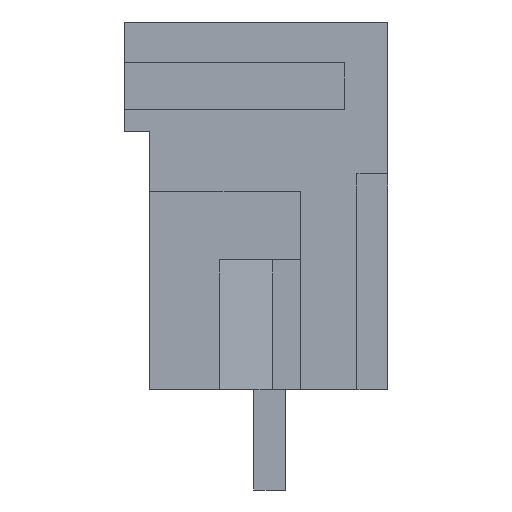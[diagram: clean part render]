
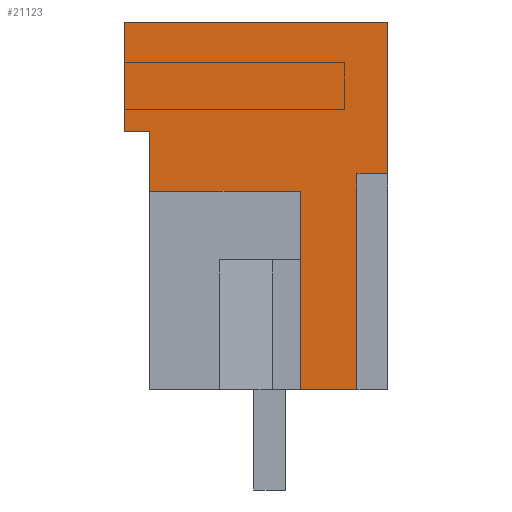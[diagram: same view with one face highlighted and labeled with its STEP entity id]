
A CAD part, left-side view. The second image highlights one B-rep face of the part: STEP entity #21123.
In plain terms, the highlighted planar face has unit normal (-1, 0, 0).
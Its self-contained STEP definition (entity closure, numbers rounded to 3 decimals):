
#21099=AXIS2_PLACEMENT_3D('Plane Axis2P3D',#21096,#21097,#21098) ;
#555=CARTESIAN_POINT('Vertex',(0.,8.405,14.95)) ;
#558=CARTESIAN_POINT('Line Origine',(0.,4.203,14.95)) ;
#562=CARTESIAN_POINT('Vertex',(0.,0.,14.95)) ;
#4992=CARTESIAN_POINT('Vertex',(0.,8.405,11.45)) ;
#4995=CARTESIAN_POINT('Line Origine',(0.,8.405,13.2)) ;
#20098=CARTESIAN_POINT('Vertex',(0.,2.785,9.55)) ;
#20103=CARTESIAN_POINT('Line Origine',(0.,5.193,9.55)) ;
#20107=CARTESIAN_POINT('Vertex',(0.,7.6,9.55)) ;
#20182=CARTESIAN_POINT('Vertex',(0.,2.785,3.2)) ;
#20185=CARTESIAN_POINT('Line Origine',(0.,2.785,6.375)) ;
#20217=CARTESIAN_POINT('Vertex',(0.,0.,10.096)) ;
#20222=CARTESIAN_POINT('Line Origine',(0.,0.489,10.096)) ;
#20226=CARTESIAN_POINT('Vertex',(0.,0.978,10.096)) ;
#20295=CARTESIAN_POINT('Vertex',(0.,0.978,3.2)) ;
#20298=CARTESIAN_POINT('Line Origine',(0.,1.881,3.2)) ;
#20693=CARTESIAN_POINT('Line Origine',(0.,7.6,10.5)) ;
#20697=CARTESIAN_POINT('Vertex',(0.,7.6,11.45)) ;
#21020=CARTESIAN_POINT('Line Origine',(0.,8.003,11.45)) ;
#21096=CARTESIAN_POINT('Axis2P3D Location',(0.,8.405,0.)) ;
#21101=CARTESIAN_POINT('Line Origine',(0.,0.978,6.648)) ;
#21106=CARTESIAN_POINT('Line Origine',(0.,0.,12.523)) ;
#559=DIRECTION('Vector Direction',(0.,1.,0.)) ;
#4996=DIRECTION('Vector Direction',(0.,0.,-1.)) ;
#20104=DIRECTION('Vector Direction',(0.,-1.,0.)) ;
#20186=DIRECTION('Vector Direction',(0.,0.,-1.)) ;
#20223=DIRECTION('Vector Direction',(0.,1.,0.)) ;
#20299=DIRECTION('Vector Direction',(0.,1.,0.)) ;
#20694=DIRECTION('Vector Direction',(0.,0.,-1.)) ;
#21021=DIRECTION('Vector Direction',(0.,1.,0.)) ;
#21097=DIRECTION('Axis2P3D Direction',(-1.,0.,0.)) ;
#21098=DIRECTION('Axis2P3D XDirection',(0.,-1.,0.)) ;
#21102=DIRECTION('Vector Direction',(0.,0.,-1.)) ;
#21107=DIRECTION('Vector Direction',(0.,0.,1.)) ;
#560=VECTOR('Line Direction',#559,1.) ;
#4997=VECTOR('Line Direction',#4996,1.) ;
#20105=VECTOR('Line Direction',#20104,1.) ;
#20187=VECTOR('Line Direction',#20186,1.) ;
#20224=VECTOR('Line Direction',#20223,1.) ;
#20300=VECTOR('Line Direction',#20299,1.) ;
#20695=VECTOR('Line Direction',#20694,1.) ;
#21022=VECTOR('Line Direction',#21021,1.) ;
#21103=VECTOR('Line Direction',#21102,1.) ;
#21108=VECTOR('Line Direction',#21107,1.) ;
#21112=ORIENTED_EDGE('',*,*,#20302,.T.) ;
#21113=ORIENTED_EDGE('',*,*,#21105,.F.) ;
#21114=ORIENTED_EDGE('',*,*,#20228,.F.) ;
#21115=ORIENTED_EDGE('',*,*,#21110,.T.) ;
#21116=ORIENTED_EDGE('',*,*,#564,.T.) ;
#21117=ORIENTED_EDGE('',*,*,#4999,.T.) ;
#21118=ORIENTED_EDGE('',*,*,#21024,.T.) ;
#21119=ORIENTED_EDGE('',*,*,#20699,.T.) ;
#21120=ORIENTED_EDGE('',*,*,#20109,.F.) ;
#21121=ORIENTED_EDGE('',*,*,#20189,.F.) ;
#21123=ADVANCED_FACE('HOUSING',(#21122),#21100,.T.) ;
#564=EDGE_CURVE('',#563,#556,#561,.T.) ;
#4999=EDGE_CURVE('',#556,#4993,#4998,.T.) ;
#20109=EDGE_CURVE('',#20099,#20108,#20106,.F.) ;
#20189=EDGE_CURVE('',#20183,#20099,#20188,.F.) ;
#20228=EDGE_CURVE('',#20218,#20227,#20225,.T.) ;
#20302=EDGE_CURVE('',#20183,#20296,#20301,.F.) ;
#20699=EDGE_CURVE('',#20698,#20108,#20696,.T.) ;
#21024=EDGE_CURVE('',#4993,#20698,#21023,.F.) ;
#21105=EDGE_CURVE('',#20227,#20296,#21104,.T.) ;
#21110=EDGE_CURVE('',#20218,#563,#21109,.T.) ;
#21111=EDGE_LOOP('',(#21112,#21113,#21114,#21115,#21116,#21117,#21118,#21119,#21120,#21121)) ;
#21122=FACE_OUTER_BOUND('',#21111,.T.) ;
#561=LINE('Line',#558,#560) ;
#4998=LINE('Line',#4995,#4997) ;
#20106=LINE('Line',#20103,#20105) ;
#20188=LINE('Line',#20185,#20187) ;
#20225=LINE('Line',#20222,#20224) ;
#20301=LINE('Line',#20298,#20300) ;
#20696=LINE('Line',#20693,#20695) ;
#21023=LINE('Line',#21020,#21022) ;
#21104=LINE('Line',#21101,#21103) ;
#21109=LINE('Line',#21106,#21108) ;
#21100=PLANE('',#21099) ;
#556=VERTEX_POINT('',#555) ;
#563=VERTEX_POINT('',#562) ;
#4993=VERTEX_POINT('',#4992) ;
#20099=VERTEX_POINT('',#20098) ;
#20108=VERTEX_POINT('',#20107) ;
#20183=VERTEX_POINT('',#20182) ;
#20218=VERTEX_POINT('',#20217) ;
#20227=VERTEX_POINT('',#20226) ;
#20296=VERTEX_POINT('',#20295) ;
#20698=VERTEX_POINT('',#20697) ;
